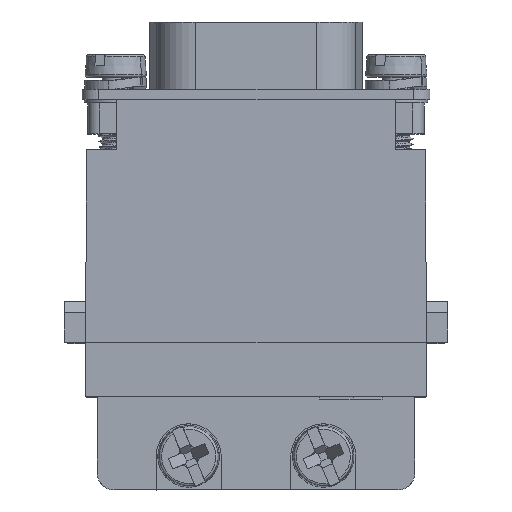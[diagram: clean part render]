
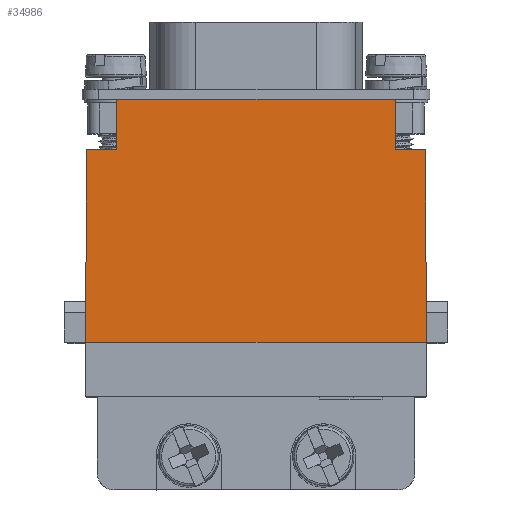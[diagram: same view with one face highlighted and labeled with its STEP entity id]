
A CAD part, top view. The second image highlights one B-rep face of the part: STEP entity #34986.
In plain terms, the highlighted planar face has unit normal (0, 0.004, 1).
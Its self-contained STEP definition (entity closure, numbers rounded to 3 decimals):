
#33280=DIRECTION('',(-0.003,1.,-0.003));
#33281=VECTOR('',#33280,17.15);
#33282=CARTESIAN_POINT('',(15.175,-21.65,
7.325));
#33283=LINE('',#33282,#33281);
#33304=DIRECTION('',(1.,0.,0.));
#33305=VECTOR('',#33304,2.665);
#33306=CARTESIAN_POINT('',(-15.115,-4.5,7.265));
#33307=LINE('',#33306,#33305);
#33308=DIRECTION('',(1.,0.,0.));
#33309=VECTOR('',#33308,24.853);
#33310=CARTESIAN_POINT('',(-12.426,0.,7.249));
#33311=LINE('',#33310,#33309);
#33312=DIRECTION('',(0.005,-1.,0.003));
#33313=VECTOR('',#33312,4.5);
#33314=CARTESIAN_POINT('',(12.426,0.,7.249));
#33315=LINE('',#33314,#33313);
#33316=DIRECTION('',(1.,0.,0.));
#33317=VECTOR('',#33316,2.665);
#33318=CARTESIAN_POINT('',(12.45,-4.5,7.265));
#33319=LINE('',#33318,#33317);
#33328=DIRECTION('',(-0.003,-1.,0.003));
#33329=VECTOR('',#33328,17.15);
#33330=CARTESIAN_POINT('',(-15.115,-4.5,7.265));
#33331=LINE('',#33330,#33329);
#33426=DIRECTION('',(-0.005,-1.,0.003));
#33427=VECTOR('',#33426,4.5);
#33428=CARTESIAN_POINT('',(-12.426,0.,7.249));
#33429=LINE('',#33428,#33427);
#33704=DIRECTION('',(1.,0.,0.));
#33705=VECTOR('',#33704,30.35);
#33706=CARTESIAN_POINT('',(-15.175,-21.65,
7.325));
#33707=LINE('',#33706,#33705);
#34150=CARTESIAN_POINT('',(15.115,-4.5,7.265));
#34151=VERTEX_POINT('',#34150);
#34152=CARTESIAN_POINT('',(12.45,-4.5,7.265));
#34153=VERTEX_POINT('',#34152);
#34252=CARTESIAN_POINT('',(15.175,-21.65,
7.325));
#34253=VERTEX_POINT('',#34252);
#34298=CARTESIAN_POINT('',(-15.115,-4.5,7.265));
#34299=CARTESIAN_POINT('',(-15.175,-21.65,
7.325));
#34300=VERTEX_POINT('',#34298);
#34301=VERTEX_POINT('',#34299);
#34302=CARTESIAN_POINT('',(-12.45,-4.5,7.265));
#34303=VERTEX_POINT('',#34302);
#34304=CARTESIAN_POINT('',(-12.426,0.,7.249));
#34305=VERTEX_POINT('',#34304);
#34306=CARTESIAN_POINT('',(12.426,0.,7.249));
#34307=VERTEX_POINT('',#34306);
#34965=CARTESIAN_POINT('',(16.125,-21.65,7.325));
#34966=DIRECTION('',(0.,0.003,1.));
#34967=DIRECTION('',(1.,0.,0.));
#34968=AXIS2_PLACEMENT_3D('',#34965,#34966,#34967);
#34969=PLANE('',#34968);
#34971=ORIENTED_EDGE('',*,*,#34970,.F.);
#34973=ORIENTED_EDGE('',*,*,#34972,.T.);
#34975=ORIENTED_EDGE('',*,*,#34974,.F.);
#34977=ORIENTED_EDGE('',*,*,#34976,.T.);
#34979=ORIENTED_EDGE('',*,*,#34978,.T.);
#34980=ORIENTED_EDGE('',*,*,#34629,.T.);
#34981=ORIENTED_EDGE('',*,*,#34946,.F.);
#34983=ORIENTED_EDGE('',*,*,#34982,.F.);
#34984=EDGE_LOOP('',(#34971,#34973,#34975,#34977,#34979,#34980,#34981,#34983));
#34985=FACE_OUTER_BOUND('',#34984,.F.);
#34986=ADVANCED_FACE('',(#34985),#34969,.T.);
#34629=EDGE_CURVE('',#34153,#34151,#33319,.T.);
#34946=EDGE_CURVE('',#34253,#34151,#33283,.T.);
#34970=EDGE_CURVE('',#34300,#34301,#33331,.T.);
#34972=EDGE_CURVE('',#34300,#34303,#33307,.T.);
#34974=EDGE_CURVE('',#34305,#34303,#33429,.T.);
#34976=EDGE_CURVE('',#34305,#34307,#33311,.T.);
#34978=EDGE_CURVE('',#34307,#34153,#33315,.T.);
#34982=EDGE_CURVE('',#34301,#34253,#33707,.T.);
